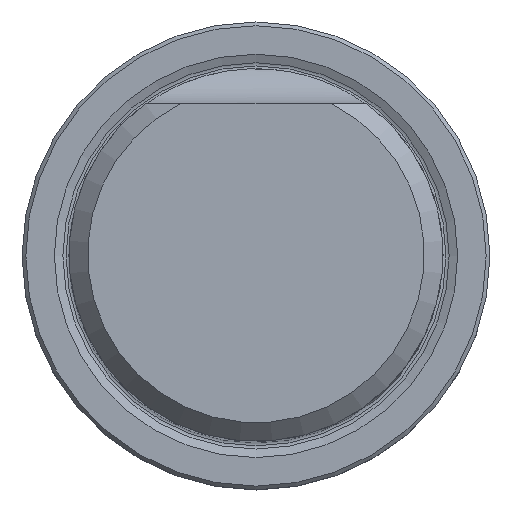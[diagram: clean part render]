
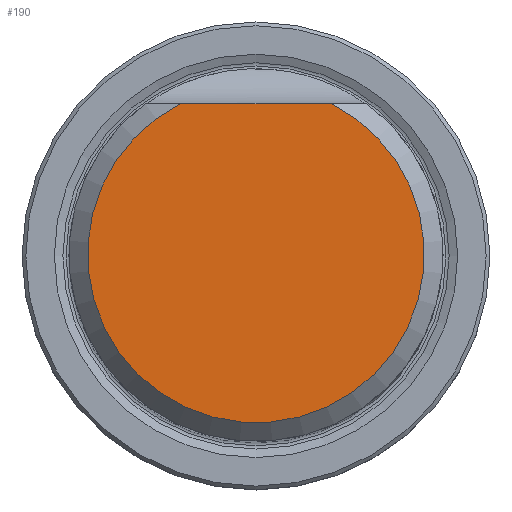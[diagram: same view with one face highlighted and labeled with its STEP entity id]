
A CAD part, top view. The second image highlights one B-rep face of the part: STEP entity #190.
In plain terms, the highlighted planar face has unit normal (0, 0, 1).
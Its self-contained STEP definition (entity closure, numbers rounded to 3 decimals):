
#125=FACE_OUTER_BOUND('',#298,.T.);
#134=LINE('',#801,#140);
#140=VECTOR('',#666,1.);
#173=PLANE('',#569);
#190=ADVANCED_FACE('CU_SU_1',(#125),#173,.F.);
#298=EDGE_LOOP('',(#357,#358));
#357=ORIENTED_EDGE('',*,*,#477,.F.);
#358=ORIENTED_EDGE('',*,*,#478,.F.);
#436=VERTEX_POINT('',#799);
#437=VERTEX_POINT('',#800);
#477=EDGE_CURVE('',#436,#437,#523,.T.);
#478=EDGE_CURVE('',#437,#436,#134,.T.);
#523=CIRCLE('',#568,8.997);
#568=AXIS2_PLACEMENT_3D('',#798,#664,#665);
#569=AXIS2_PLACEMENT_3D('',#802,#667,#668);
#664=DIRECTION('',(0.,0.,-1.));
#665=DIRECTION('',(0.,-1.,0.));
#666=DIRECTION('',(1.,0.,0.));
#667=DIRECTION('',(0.,0.,-1.));
#668=DIRECTION('',(0.,-1.,0.));
#798=CARTESIAN_POINT('',(0.,0.,50.));
#799=CARTESIAN_POINT('',(4.011,8.053,50.));
#800=CARTESIAN_POINT('',(-4.011,8.053,50.));
#801=CARTESIAN_POINT('',(-9.997,8.053,50.));
#802=CARTESIAN_POINT('',(0.,0.,50.));
